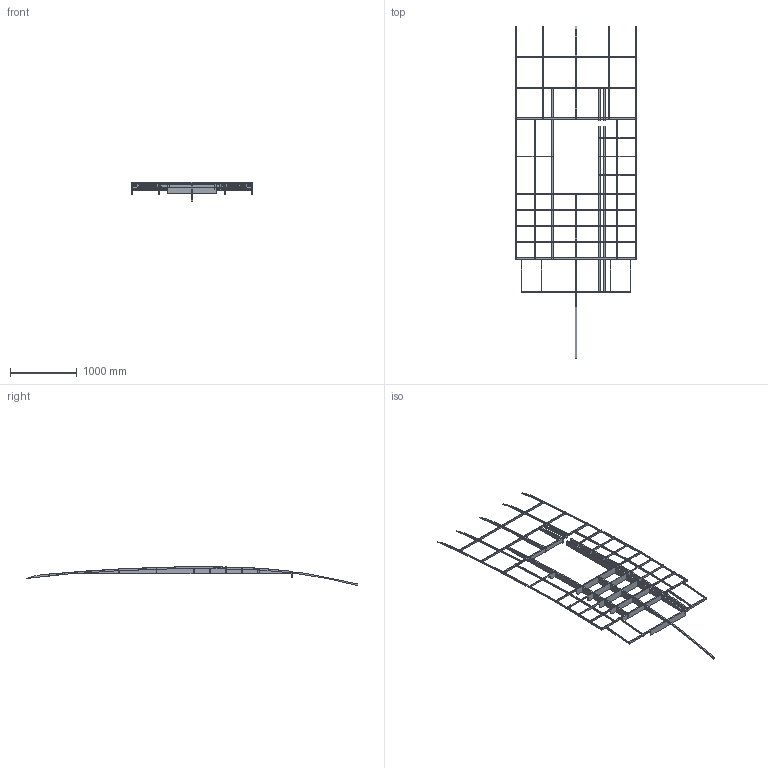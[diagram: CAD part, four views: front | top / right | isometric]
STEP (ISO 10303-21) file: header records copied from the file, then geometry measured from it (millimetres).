
FILE_DESCRIPTION (( 'STEP AP214' ), '1' );
FILE_NAME ('array frame.STEP', '2025-04-01T00:29:31', ( '' ), ( '' ), 'SwSTEP 2.0', 'SolidWorks 2023', '' );
FILE_SCHEMA (( 'AUTOMOTIVE_DESIGN' ));
Length unit declared in the file: millimetre
Products named in the file (1): array frame
Bounding box: 1800 x 4963.25 x 287.16 mm (x, y, z)
Volume: 35206603 mm3; surface area: 5878673.3 mm2
Topology: 34 solids, 34 shells, 263 faces, 585 edges, 390 vertices
Faces by surface type: plane 202, bspline 49, cylinder 12
Entity records: 9119 total; most frequent: CARTESIAN_POINT 3277, ORIENTED_EDGE 1170, DIRECTION 921, EDGE_CURVE 585, LINE 447, VECTOR 447, VERTEX_POINT 390, ADVANCED_FACE 263
